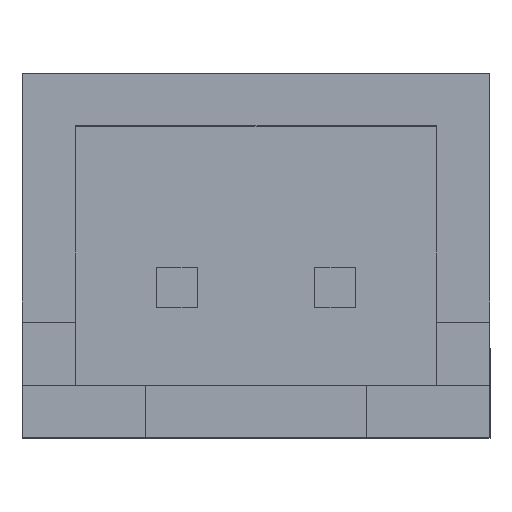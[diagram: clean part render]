
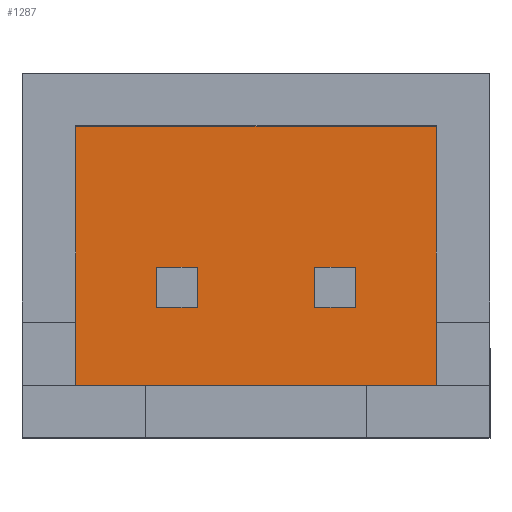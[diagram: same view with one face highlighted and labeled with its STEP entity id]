
A CAD part, top view. The second image highlights one B-rep face of the part: STEP entity #1287.
In plain terms, the highlighted planar face has unit normal (0, 0, 1).
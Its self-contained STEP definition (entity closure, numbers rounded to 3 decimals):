
#1069=CARTESIAN_POINT('',(2.85,-1.55,2.3));
#1070=VERTEX_POINT('',#1069);
#1077=CARTESIAN_POINT('',(-2.85,-1.55,2.3));
#1078=VERTEX_POINT('',#1077);
#1079=CARTESIAN_POINT('',(-2.85,-1.55,2.3));
#1080=DIRECTION('',(1.0,0.0,0.0));
#1081=VECTOR('',#1080,5.7);
#1082=LINE('',#1079,#1081);
#1083=EDGE_CURVE('',#1078,#1070,#1082,.T.);
#1213=CARTESIAN_POINT('',(-2.85,2.55,2.3));
#1214=VERTEX_POINT('',#1213);
#1221=CARTESIAN_POINT('',(2.85,2.55,2.3));
#1222=VERTEX_POINT('',#1221);
#1223=CARTESIAN_POINT('',(2.85,2.55,2.3));
#1224=DIRECTION('',(-1.0,0.0,0.0));
#1225=VECTOR('',#1224,5.7);
#1226=LINE('',#1223,#1225);
#1227=EDGE_CURVE('',#1222,#1214,#1226,.T.);
#1245=CARTESIAN_POINT('',(-2.85,2.55,2.3));
#1246=DIRECTION('',(0.0,-1.0,0.0));
#1247=VECTOR('',#1246,4.1);
#1248=LINE('',#1245,#1247);
#1249=EDGE_CURVE('',#1214,#1078,#1248,.T.);
#1264=CARTESIAN_POINT('',(2.85,-1.55,2.3));
#1265=DIRECTION('',(0.0,1.0,0.0));
#1266=VECTOR('',#1265,4.1);
#1267=LINE('',#1264,#1266);
#1268=EDGE_CURVE('',#1070,#1222,#1267,.T.);
#1276=CARTESIAN_POINT('',(-3.135,-1.755,2.3));
#1277=DIRECTION('',(0.0,0.0,-1.0));
#1278=DIRECTION('',(0.0,1.0,0.0));
#1279=AXIS2_PLACEMENT_3D('',#1276,#1277,#1278);
#1280=PLANE('',#1279);
#1281=ORIENTED_EDGE('',*,*,#1249,.T.);
#1282=ORIENTED_EDGE('',*,*,#1083,.T.);
#1283=ORIENTED_EDGE('',*,*,#1268,.T.);
#1284=ORIENTED_EDGE('',*,*,#1227,.T.);
#1285=EDGE_LOOP('',(#1281,#1282,#1283,#1284));
#1286=FACE_OUTER_BOUND('',#1285,.T.);
#1287=ADVANCED_FACE('',(#1286),#1280,.F.);
